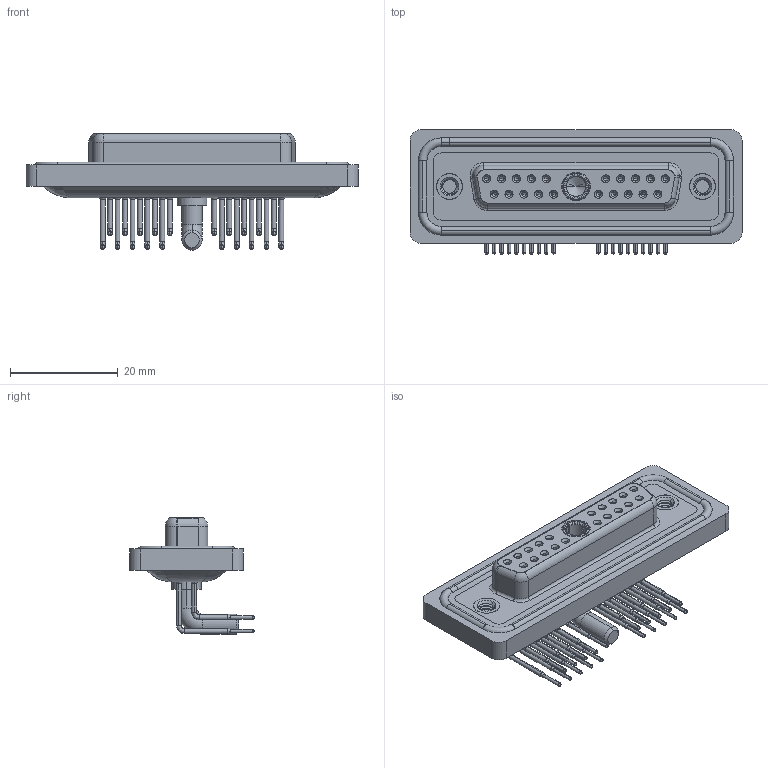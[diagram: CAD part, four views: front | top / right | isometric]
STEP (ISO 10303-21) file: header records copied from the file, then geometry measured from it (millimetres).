
FILE_DESCRIPTION (( 'STEP AP203' ), '1' );
FILE_NAME ('630W21W1140-4NA.STEP', '2024-04-12T02:48:46', ( '' ), ( '' ), 'SwSTEP 2.0', 'SolidWorks 2023', '' );
FILE_SCHEMA (( 'CONFIG_CONTROL_DESIGN' ));
Length unit declared in the file: millimetre
Products named in the file (9): 630Combo Threaded Rivet_A; 630Combo Shell Rear_25 Contacts; 630Combo Housing_21W1; 630Combo Waterproof Housing_25 Contacts; 630Combo Shell Front_25 Contacts; 630Combo Contact Row 2_50 Contacts; 630Combo Contact Row 1_50 Contacts; 630W21W1140-4NA; Power Socket_40A RA
Assembly tree (27 placements, depth 2):
  630W21W1140-4NA
    630Combo Housing_21W1
    630Combo Shell Front_25 Contacts
    630Combo Shell Rear_25 Contacts
    630Combo Threaded Rivet_A  x2
    Power Socket_40A RA
    630Combo Contact Row 1_50 Contacts  x10
    630Combo Contact Row 2_50 Contacts  x10
    630Combo Waterproof Housing_25 Contacts
Bounding box: 61.75 x 23.12 x 21.68 mm (x, y, z)
Volume: 8570.9 mm3; surface area: 14826.6 mm2
Topology: 29 solids, 29 shells, 1518 faces, 3857 edges, 2431 vertices
Faces by surface type: cylinder 671, plane 434, cone 245, bspline 91, torus 77
Entity records: 26245 total; most frequent: CARTESIAN_POINT 6210, DIRECTION 4211, ORIENTED_EDGE 3682, EDGE_CURVE 1841, AXIS2_PLACEMENT_3D 1735, VERTEX_POINT 1177, CIRCLE 953, EDGE_LOOP 910
